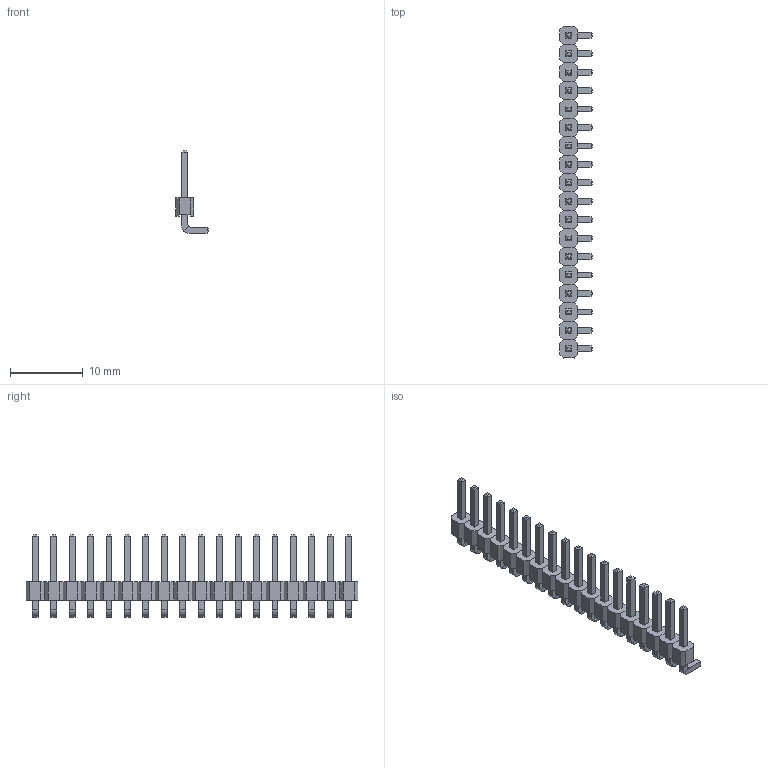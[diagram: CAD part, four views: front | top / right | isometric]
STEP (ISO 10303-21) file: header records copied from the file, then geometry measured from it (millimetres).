
FILE_DESCRIPTION(('FreeCAD Model'),'2;1');
FILE_NAME( '1x18_90.stp', '2015-04-12T21:00:16',('FreeCAD'),('FreeCAD'), 'Open CASCADE STEP processor 6.7','FreeCAD','Unknown');
FILE_SCHEMA(('AUTOMOTIVE_DESIGN_CC2 { 1 2 10303 214 -1 1 5 4 }'));
Length unit declared in the file: millimetre
Products named in the file (2): Array001; Array
Bounding box: 4.54 x 45.72 x 11.34 mm (x, y, z)
Volume: 389 mm3; surface area: 1551.4 mm2
Topology: 36 solids, 36 shells, 684 faces, 1620 edges, 1008 vertices
Faces by surface type: plane 648, cylinder 36
Entity records: 40566 total; most frequent: CARTESIAN_POINT 7165, DIRECTION 6122, LINE 4392, VECTOR 4392, ORIENTED_EDGE 3240, PCURVE 3240, DEFINITIONAL_REPRESENTATION 3240, EDGE_CURVE 1620
